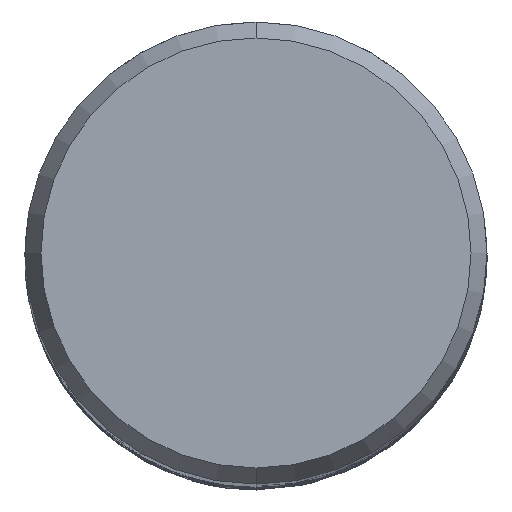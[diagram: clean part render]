
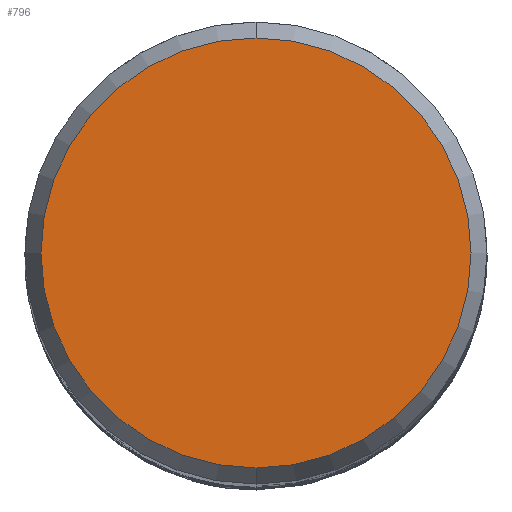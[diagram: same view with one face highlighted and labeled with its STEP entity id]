
A CAD part, top view. The second image highlights one B-rep face of the part: STEP entity #796.
In plain terms, the highlighted planar face has unit normal (0, 0, 1).
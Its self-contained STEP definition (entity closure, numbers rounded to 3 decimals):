
#796=ADVANCED_FACE('',(#1942),#1943,.T.);
#1052=VERTEX_POINT('',#2218);
#1076=EDGE_CURVE('',#1394,#1052,#2244,.T.);
#1394=VERTEX_POINT('',#2595);
#1464=EDGE_CURVE('',#1052,#1394,#2670,.T.);
#1942=FACE_OUTER_BOUND('',#6303,.T.);
#1943=PLANE('',#6304);
#2218=CARTESIAN_POINT('',(0.,-9.307,0.0));
#2244=CIRCLE('',#9037,9.307);
#2595=CARTESIAN_POINT('',(0.0,9.307,0.0));
#2670=CIRCLE('',#14764,9.307);
#6303=EDGE_LOOP('',(#18615,#18616));
#6304=AXIS2_PLACEMENT_3D('',#18617,#18618,#18619);
#9037=AXIS2_PLACEMENT_3D('',#18936,#18937,#18938);
#14764=AXIS2_PLACEMENT_3D('',#19404,#19405,#19406);
#18615=ORIENTED_EDGE('',*,*,#1076,.F.);
#18616=ORIENTED_EDGE('',*,*,#1464,.F.);
#18617=CARTESIAN_POINT('',(0.0,4.654,0.0));
#18618=DIRECTION('',(-0.0,0.0,1.0));
#18619=DIRECTION('',(0.0,-1.0,0.0));
#18936=CARTESIAN_POINT('',(0.0,0.0,0.0));
#18937=DIRECTION('',(0.0,0.0,-1.0));
#18938=DIRECTION('',(0.0,1.0,0.0));
#19404=CARTESIAN_POINT('',(0.0,0.0,0.0));
#19405=DIRECTION('',(0.0,0.0,-1.0));
#19406=DIRECTION('',(0.0,1.0,0.0));
